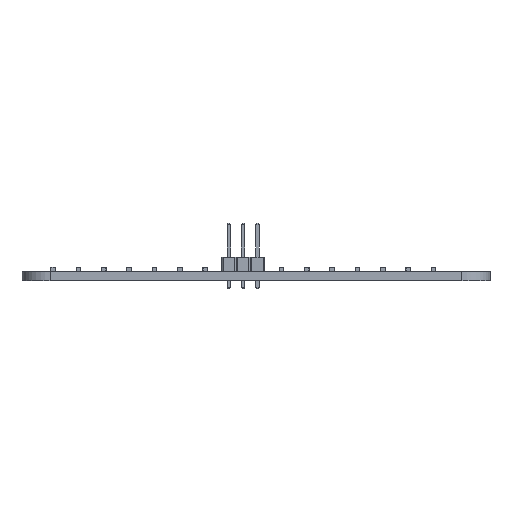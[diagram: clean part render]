
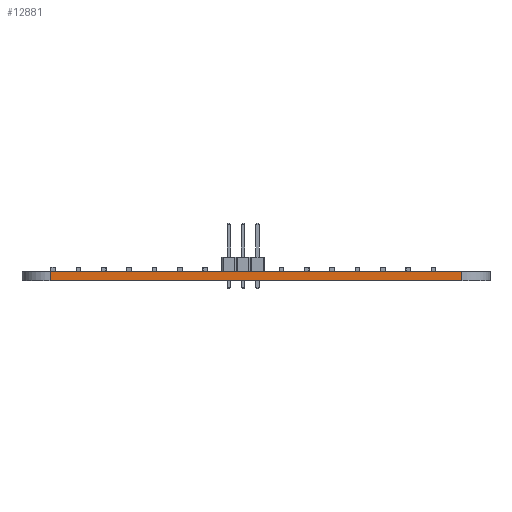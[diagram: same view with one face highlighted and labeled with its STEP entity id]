
A CAD part, left-side view. The second image highlights one B-rep face of the part: STEP entity #12881.
In plain terms, the highlighted planar face has unit normal (-1, 0, 0).
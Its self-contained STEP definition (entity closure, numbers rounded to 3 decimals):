
#11438 = CYLINDRICAL_SURFACE('',#11439,5.);
#11439 = AXIS2_PLACEMENT_3D('',#11440,#11441,#11442);
#11440 = CARTESIAN_POINT('',(45.,-45.,0.));
#11441 = DIRECTION('',(0.,0.,-1.));
#11442 = DIRECTION('',(1.,0.,0.));
#11466 = PLANE('',#11467);
#11467 = AXIS2_PLACEMENT_3D('',#11468,#11469,#11470);
#11468 = CARTESIAN_POINT('',(45.,-40.,1.6));
#11469 = DIRECTION('',(0.,0.,1.));
#11470 = DIRECTION('',(1.,0.,0.));
#11520 = PLANE('',#11521);
#11521 = AXIS2_PLACEMENT_3D('',#11522,#11523,#11524);
#11522 = CARTESIAN_POINT('',(45.,-40.,0.));
#11523 = DIRECTION('',(0.,0.,1.));
#11524 = DIRECTION('',(1.,0.,0.));
#11537 = VERTEX_POINT('',#11538);
#11538 = CARTESIAN_POINT('',(40.,-45.,1.6));
#11560 = EDGE_CURVE('',#11561,#11537,#11563,.T.);
#11561 = VERTEX_POINT('',#11562);
#11562 = CARTESIAN_POINT('',(40.,-45.,0.));
#11563 = SURFACE_CURVE('',#11564,(#11568,#11575),.PCURVE_S1.);
#11564 = LINE('',#11565,#11566);
#11565 = CARTESIAN_POINT('',(40.,-45.,0.));
#11566 = VECTOR('',#11567,1.);
#11567 = DIRECTION('',(0.,0.,1.));
#11568 = PCURVE('',#11438,#11569);
#11569 = DEFINITIONAL_REPRESENTATION('',(#11570),#11574);
#11570 = LINE('',#11571,#11572);
#11571 = CARTESIAN_POINT('',(-3.142,0.));
#11572 = VECTOR('',#11573,1.);
#11573 = DIRECTION('',(0.,-1.));
#11574 = ( GEOMETRIC_REPRESENTATION_CONTEXT(2) 
PARAMETRIC_REPRESENTATION_CONTEXT() REPRESENTATION_CONTEXT('2D SPACE',''
  ) );
#11575 = PCURVE('',#11576,#11581);
#11576 = PLANE('',#11577);
#11577 = AXIS2_PLACEMENT_3D('',#11578,#11579,#11580);
#11578 = CARTESIAN_POINT('',(40.,-118.,0.));
#11579 = DIRECTION('',(-1.,0.,0.));
#11580 = DIRECTION('',(0.,1.,0.));
#11581 = DEFINITIONAL_REPRESENTATION('',(#11582),#11586);
#11582 = LINE('',#11583,#11584);
#11583 = CARTESIAN_POINT('',(73.,0.));
#11584 = VECTOR('',#11585,1.);
#11585 = DIRECTION('',(0.,-1.));
#11586 = ( GEOMETRIC_REPRESENTATION_CONTEXT(2) 
PARAMETRIC_REPRESENTATION_CONTEXT() REPRESENTATION_CONTEXT('2D SPACE',''
  ) );
#11693 = EDGE_CURVE('',#11694,#11561,#11696,.T.);
#11694 = VERTEX_POINT('',#11695);
#11695 = CARTESIAN_POINT('',(40.,-118.,0.));
#11696 = SURFACE_CURVE('',#11697,(#11701,#11708),.PCURVE_S1.);
#11697 = LINE('',#11698,#11699);
#11698 = CARTESIAN_POINT('',(40.,-118.,0.));
#11699 = VECTOR('',#11700,1.);
#11700 = DIRECTION('',(0.,1.,0.));
#11701 = PCURVE('',#11520,#11702);
#11702 = DEFINITIONAL_REPRESENTATION('',(#11703),#11707);
#11703 = LINE('',#11704,#11705);
#11704 = CARTESIAN_POINT('',(-5.,-78.));
#11705 = VECTOR('',#11706,1.);
#11706 = DIRECTION('',(0.,1.));
#11707 = ( GEOMETRIC_REPRESENTATION_CONTEXT(2) 
PARAMETRIC_REPRESENTATION_CONTEXT() REPRESENTATION_CONTEXT('2D SPACE',''
  ) );
#11708 = PCURVE('',#11576,#11709);
#11709 = DEFINITIONAL_REPRESENTATION('',(#11710),#11714);
#11710 = LINE('',#11711,#11712);
#11711 = CARTESIAN_POINT('',(0.,0.));
#11712 = VECTOR('',#11713,1.);
#11713 = DIRECTION('',(1.,0.));
#11714 = ( GEOMETRIC_REPRESENTATION_CONTEXT(2) 
PARAMETRIC_REPRESENTATION_CONTEXT() REPRESENTATION_CONTEXT('2D SPACE',''
  ) );
#11733 = CYLINDRICAL_SURFACE('',#11734,5.);
#11734 = AXIS2_PLACEMENT_3D('',#11735,#11736,#11737);
#11735 = CARTESIAN_POINT('',(45.,-118.,0.));
#11736 = DIRECTION('',(0.,0.,-1.));
#11737 = DIRECTION('',(1.,0.,0.));
#12340 = EDGE_CURVE('',#12341,#11537,#12343,.T.);
#12341 = VERTEX_POINT('',#12342);
#12342 = CARTESIAN_POINT('',(40.,-118.,1.6));
#12343 = SURFACE_CURVE('',#12344,(#12348,#12355),.PCURVE_S1.);
#12344 = LINE('',#12345,#12346);
#12345 = CARTESIAN_POINT('',(40.,-118.,1.6));
#12346 = VECTOR('',#12347,1.);
#12347 = DIRECTION('',(0.,1.,0.));
#12348 = PCURVE('',#11466,#12349);
#12349 = DEFINITIONAL_REPRESENTATION('',(#12350),#12354);
#12350 = LINE('',#12351,#12352);
#12351 = CARTESIAN_POINT('',(-5.,-78.));
#12352 = VECTOR('',#12353,1.);
#12353 = DIRECTION('',(0.,1.));
#12354 = ( GEOMETRIC_REPRESENTATION_CONTEXT(2) 
PARAMETRIC_REPRESENTATION_CONTEXT() REPRESENTATION_CONTEXT('2D SPACE',''
  ) );
#12355 = PCURVE('',#11576,#12356);
#12356 = DEFINITIONAL_REPRESENTATION('',(#12357),#12361);
#12357 = LINE('',#12358,#12359);
#12358 = CARTESIAN_POINT('',(0.,-1.6));
#12359 = VECTOR('',#12360,1.);
#12360 = DIRECTION('',(1.,0.));
#12361 = ( GEOMETRIC_REPRESENTATION_CONTEXT(2) 
PARAMETRIC_REPRESENTATION_CONTEXT() REPRESENTATION_CONTEXT('2D SPACE',''
  ) );
#12881 = ADVANCED_FACE('',(#12882),#11576,.T.);
#12882 = FACE_BOUND('',#12883,.T.);
#12883 = EDGE_LOOP('',(#12884,#12905,#12906,#12907));
#12884 = ORIENTED_EDGE('',*,*,#12885,.T.);
#12885 = EDGE_CURVE('',#11694,#12341,#12886,.T.);
#12886 = SURFACE_CURVE('',#12887,(#12891,#12898),.PCURVE_S1.);
#12887 = LINE('',#12888,#12889);
#12888 = CARTESIAN_POINT('',(40.,-118.,0.));
#12889 = VECTOR('',#12890,1.);
#12890 = DIRECTION('',(0.,0.,1.));
#12891 = PCURVE('',#11576,#12892);
#12892 = DEFINITIONAL_REPRESENTATION('',(#12893),#12897);
#12893 = LINE('',#12894,#12895);
#12894 = CARTESIAN_POINT('',(0.,0.));
#12895 = VECTOR('',#12896,1.);
#12896 = DIRECTION('',(0.,-1.));
#12897 = ( GEOMETRIC_REPRESENTATION_CONTEXT(2) 
PARAMETRIC_REPRESENTATION_CONTEXT() REPRESENTATION_CONTEXT('2D SPACE',''
  ) );
#12898 = PCURVE('',#11733,#12899);
#12899 = DEFINITIONAL_REPRESENTATION('',(#12900),#12904);
#12900 = LINE('',#12901,#12902);
#12901 = CARTESIAN_POINT('',(-3.142,0.));
#12902 = VECTOR('',#12903,1.);
#12903 = DIRECTION('',(0.,-1.));
#12904 = ( GEOMETRIC_REPRESENTATION_CONTEXT(2) 
PARAMETRIC_REPRESENTATION_CONTEXT() REPRESENTATION_CONTEXT('2D SPACE',''
  ) );
#12905 = ORIENTED_EDGE('',*,*,#12340,.T.);
#12906 = ORIENTED_EDGE('',*,*,#11560,.F.);
#12907 = ORIENTED_EDGE('',*,*,#11693,.F.);
